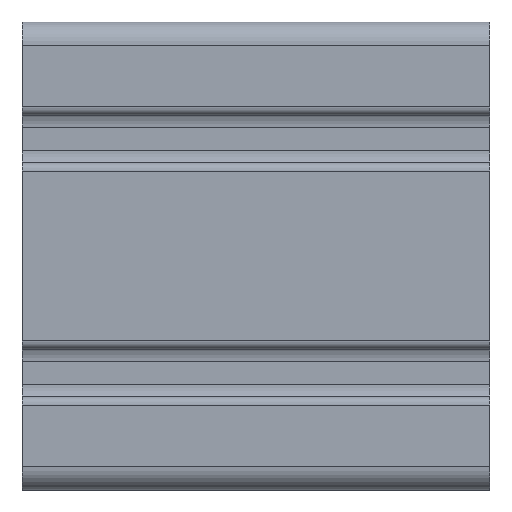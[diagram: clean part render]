
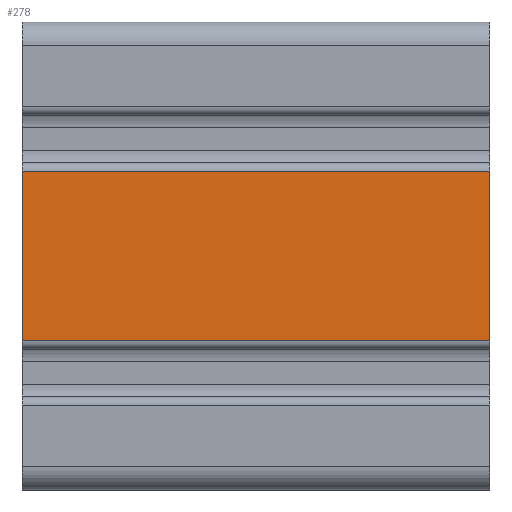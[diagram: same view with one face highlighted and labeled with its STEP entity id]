
A CAD part, left-side view. The second image highlights one B-rep face of the part: STEP entity #278.
In plain terms, the highlighted planar face has unit normal (-1, 0, 0).
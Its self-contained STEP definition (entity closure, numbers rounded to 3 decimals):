
#278 = ADVANCED_FACE( '', ( #703 ), #704, .F. );
#703 = FACE_OUTER_BOUND( '', #1294, .T. );
#704 = PLANE( '', #1295 );
#1294 = EDGE_LOOP( '', ( #2043, #2044, #2045, #2046 ) );
#1295 = AXIS2_PLACEMENT_3D( '', #2047, #2048, #2049 );
#2043 = ORIENTED_EDGE( '', *, *, #3769, .T. );
#2044 = ORIENTED_EDGE( '', *, *, #3770, .F. );
#2045 = ORIENTED_EDGE( '', *, *, #3771, .F. );
#2046 = ORIENTED_EDGE( '', *, *, #3772, .T. );
#2047 = CARTESIAN_POINT( '', ( -50., 100., 18.1 ) );
#2048 = DIRECTION( '', ( 1., 0., 0. ) );
#2049 = DIRECTION( '', ( 0., 0., -1. ) );
#3769 = EDGE_CURVE( '', #4623, #4624, #4625, .T. );
#3770 = EDGE_CURVE( '', #4626, #4624, #4627, .T. );
#3771 = EDGE_CURVE( '', #4628, #4626, #4629, .T. );
#3772 = EDGE_CURVE( '', #4628, #4623, #4630, .T. );
#4623 = VERTEX_POINT( '', #5805 );
#4624 = VERTEX_POINT( '', #5806 );
#4625 = LINE( '', #5807, #5808 );
#4626 = VERTEX_POINT( '', #5809 );
#4627 = LINE( '', #5810, #5811 );
#4628 = VERTEX_POINT( '', #5812 );
#4629 = LINE( '', #5813, #5814 );
#4630 = LINE( '', #5815, #5816 );
#5805 = CARTESIAN_POINT( '', ( -50., 0., -18.1 ) );
#5806 = CARTESIAN_POINT( '', ( -50., 0., 18.1 ) );
#5807 = CARTESIAN_POINT( '', ( -50., 0., 18.1 ) );
#5808 = VECTOR( '', #7068, 1000. );
#5809 = CARTESIAN_POINT( '', ( -50., 100., 18.1 ) );
#5810 = CARTESIAN_POINT( '', ( -50., 100., 18.1 ) );
#5811 = VECTOR( '', #7069, 1000. );
#5812 = CARTESIAN_POINT( '', ( -50., 100., -18.1 ) );
#5813 = CARTESIAN_POINT( '', ( -50., 100., 18.1 ) );
#5814 = VECTOR( '', #7070, 1000. );
#5815 = CARTESIAN_POINT( '', ( -50., 100., -18.1 ) );
#5816 = VECTOR( '', #7071, 1000. );
#7068 = DIRECTION( '', ( 0., 0., 1. ) );
#7069 = DIRECTION( '', ( 0., -1., 0. ) );
#7070 = DIRECTION( '', ( 0., 0., 1. ) );
#7071 = DIRECTION( '', ( 0., -1., 0. ) );
